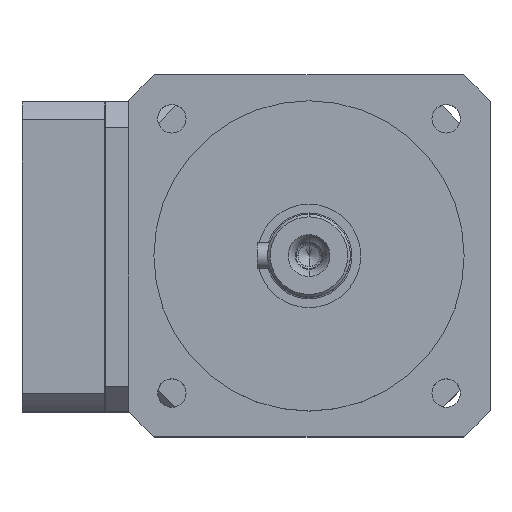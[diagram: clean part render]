
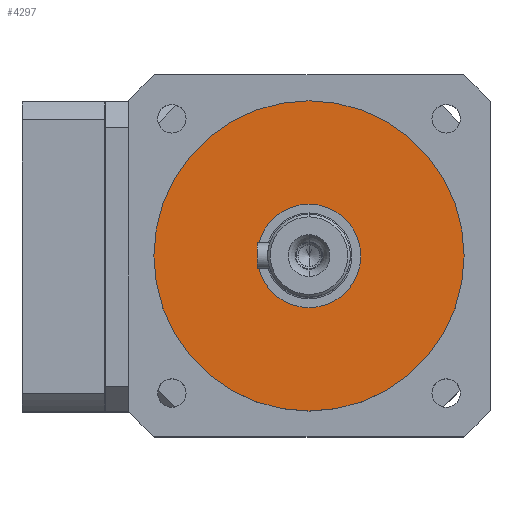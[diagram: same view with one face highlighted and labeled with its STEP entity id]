
A CAD part, top view. The second image highlights one B-rep face of the part: STEP entity #4297.
In plain terms, the highlighted planar face has unit normal (0, 0, 1).
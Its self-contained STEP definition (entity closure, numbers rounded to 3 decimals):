
#169=CARTESIAN_POINT('',(55.5,0.,118.));
#170=DIRECTION('',(0.,0.,-1.));
#171=DIRECTION('',(0.,-1.,0.));
#172=AXIS2_PLACEMENT_3D('',#169,#170,#171);
#174=CARTESIAN_POINT('',(55.5,0.,118.));
#175=DIRECTION('',(0.,0.,1.));
#176=DIRECTION('',(0.,-1.,0.));
#177=AXIS2_PLACEMENT_3D('',#174,#175,#176);
#184=CARTESIAN_POINT('',(55.5,0.,118.));
#185=DIRECTION('',(0.,0.,1.));
#186=DIRECTION('',(0.,-1.,0.));
#187=AXIS2_PLACEMENT_3D('',#184,#185,#186);
#3022=CARTESIAN_POINT('',(55.5,0.,118.));
#3023=DIRECTION('',(0.,0.,-1.));
#3024=DIRECTION('',(0.,-1.,0.));
#3025=AXIS2_PLACEMENT_3D('',#3022,#3023,#3024);
#3176=CARTESIAN_POINT('',(55.5,-10.,118.));
#3178=VERTEX_POINT('',#3176);
#3180=CARTESIAN_POINT('',(55.5,10.,118.));
#3182=VERTEX_POINT('',#3180);
#3183=CARTESIAN_POINT('',(55.5,-30.,118.));
#3184=CARTESIAN_POINT('',(55.5,30.,118.));
#3185=VERTEX_POINT('',#3183);
#3186=VERTEX_POINT('',#3184);
#4282=CARTESIAN_POINT('',(55.5,0.,118.));
#4283=DIRECTION('',(0.,0.,1.));
#4284=DIRECTION('',(0.,1.,0.));
#4285=AXIS2_PLACEMENT_3D('',#4282,#4283,#4284);
#4286=PLANE('',#4285);
#4288=ORIENTED_EDGE('',*,*,#4287,.F.);
#4290=ORIENTED_EDGE('',*,*,#4289,.T.);
#4291=EDGE_LOOP('',(#4288,#4290));
#4292=FACE_OUTER_BOUND('',#4291,.F.);
#4293=ORIENTED_EDGE('',*,*,#4268,.F.);
#4294=ORIENTED_EDGE('',*,*,#4250,.T.);
#4295=EDGE_LOOP('',(#4293,#4294));
#4296=FACE_BOUND('',#4295,.F.);
#173=CIRCLE('',#172,10.);
#178=CIRCLE('',#177,10.);
#188=CIRCLE('',#187,30.);
#3026=CIRCLE('',#3025,30.);
#4250=EDGE_CURVE('',#3178,#3182,#178,.T.);
#4268=EDGE_CURVE('',#3178,#3182,#173,.T.);
#4287=EDGE_CURVE('',#3185,#3186,#188,.T.);
#4289=EDGE_CURVE('',#3185,#3186,#3026,.T.);
#4297=ADVANCED_FACE('',(#4292,#4296),#4286,.T.);
